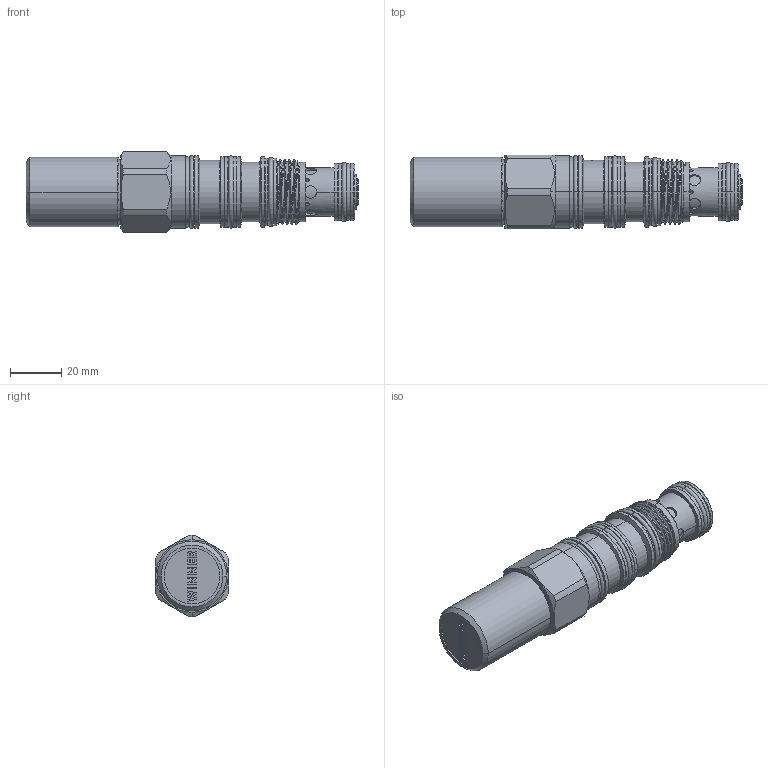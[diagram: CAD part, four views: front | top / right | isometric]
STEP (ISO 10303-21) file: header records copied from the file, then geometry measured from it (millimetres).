
FILE_DESCRIPTION (( 'STEP AP203' ), '1' );
FILE_NAME ('CW22A4B(4E)-CB.STEP', '2024-05-22T02:11:46', ( '' ), ( '' ), 'SwSTEP 2.0', 'SolidWorks 2018', '' );
FILE_SCHEMA (( 'CONFIG_CONTROL_DESIGN' ));
Length unit declared in the file: millimetre
Products named in the file (1): CW22A4B(4E)-CB
Bounding box: 129.09 x 28.57 x 31.6 mm (x, y, z)
Volume: 67416.1 mm3; surface area: 15318.2 mm2
Topology: 1 solids, 1 shells, 335 faces, 809 edges, 518 vertices
Faces by surface type: cylinder 164, plane 111, cone 41, torus 12, bspline 6, sphere 1
Entity records: 11699 total; most frequent: CARTESIAN_POINT 3916, ORIENTED_EDGE 1614, DIRECTION 1595, EDGE_CURVE 807, AXIS2_PLACEMENT_3D 608, VERTEX_POINT 517, LINE 379, VECTOR 379
